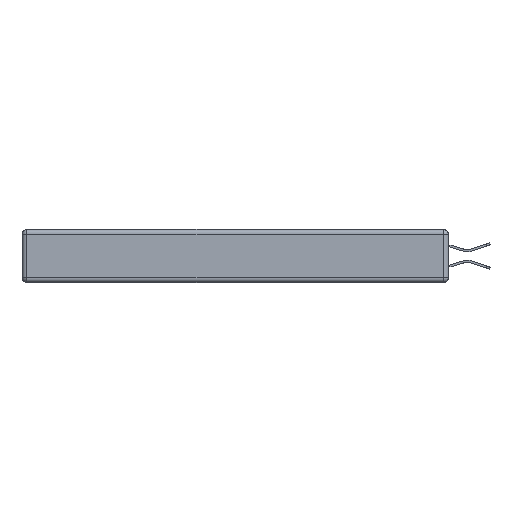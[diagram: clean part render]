
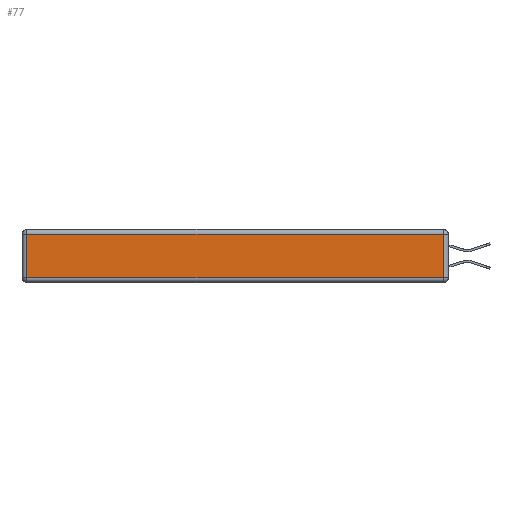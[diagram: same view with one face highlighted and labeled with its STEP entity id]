
A CAD part, left-side view. The second image highlights one B-rep face of the part: STEP entity #77.
In plain terms, the highlighted planar face has unit normal (-1, 0, 0).
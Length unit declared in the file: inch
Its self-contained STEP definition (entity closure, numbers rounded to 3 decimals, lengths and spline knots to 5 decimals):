
#77 = ADVANCED_FACE ( 'NONE', ( #5544 ), #27992, .T. ) ;
#815 = CARTESIAN_POINT ( 'NONE',  ( 0., 2.72, -0.03 ) ) ;
#1002 = CARTESIAN_POINT ( 'NONE',  ( 0., 0., -0.343 ) ) ;
#2969 = ORIENTED_EDGE ( 'NONE', *, *, #30554, .T. ) ;
#5227 = EDGE_CURVE ( 'NONE', #15829, #32612, #31822, .T. ) ;
#5544 = FACE_OUTER_BOUND ( 'NONE', #30186, .T. ) ;
#7810 = VERTEX_POINT ( 'NONE', #10705 ) ;
#8116 = LINE ( 'NONE', #32877, #11008 ) ;
#8274 = DIRECTION ( 'NONE',  ( 0., 0., -1. ) ) ;
#9098 = DIRECTION ( 'NONE',  ( -1., 0., 0. ) ) ;
#9217 = CARTESIAN_POINT ( 'NONE',  ( 0., 0.03, -0.313 ) ) ;
#9560 = VECTOR ( 'NONE', #10152, 39.37008 ) ;
#9773 = VECTOR ( 'NONE', #33996, 39.37008 ) ;
#9805 = CARTESIAN_POINT ( 'NONE',  ( 0., 2.75, -0.03 ) ) ;
#9819 = ORIENTED_EDGE ( 'NONE', *, *, #26675, .T. ) ;
#10152 = DIRECTION ( 'NONE',  ( 0., 1., 0. ) ) ;
#10705 = CARTESIAN_POINT ( 'NONE',  ( 0., 0.03, -0.03 ) ) ;
#11008 = VECTOR ( 'NONE', #33004, 39.37008 ) ;
#14955 = VERTEX_POINT ( 'NONE', #815 ) ;
#15829 = VERTEX_POINT ( 'NONE', #25207 ) ;
#16058 = EDGE_CURVE ( 'NONE', #7810, #14955, #30786, .T. ) ;
#19367 = ORIENTED_EDGE ( 'NONE', *, *, #16058, .T. ) ;
#21362 = LINE ( 'NONE', #26805, #23874 ) ;
#23225 = CARTESIAN_POINT ( 'NONE',  ( 0., 0., -0.313 ) ) ;
#23874 = VECTOR ( 'NONE', #8274, 39.37008 ) ;
#24957 = DIRECTION ( 'NONE',  ( 0., 0., 1. ) ) ;
#25207 = CARTESIAN_POINT ( 'NONE',  ( 0., 2.72, -0.313 ) ) ;
#26675 = EDGE_CURVE ( 'NONE', #32612, #7810, #8116, .T. ) ;
#26805 = CARTESIAN_POINT ( 'NONE',  ( 0., 2.72, -0.343 ) ) ;
#27992 = PLANE ( 'NONE',  #31150 ) ;
#30186 = EDGE_LOOP ( 'NONE', ( #34250, #9819, #19367, #2969 ) ) ;
#30554 = EDGE_CURVE ( 'NONE', #14955, #15829, #21362, .T. ) ;
#30786 = LINE ( 'NONE', #9805, #9560 ) ;
#31150 = AXIS2_PLACEMENT_3D ( 'NONE', #1002, #9098, #24957 ) ;
#31822 = LINE ( 'NONE', #23225, #9773 ) ;
#32612 = VERTEX_POINT ( 'NONE', #9217 ) ;
#32877 = CARTESIAN_POINT ( 'NONE',  ( 0., 0.03, -0.343 ) ) ;
#33004 = DIRECTION ( 'NONE',  ( 0., 0., 1. ) ) ;
#33996 = DIRECTION ( 'NONE',  ( 0., -1., 0. ) ) ;
#34250 = ORIENTED_EDGE ( 'NONE', *, *, #5227, .T. ) ;
